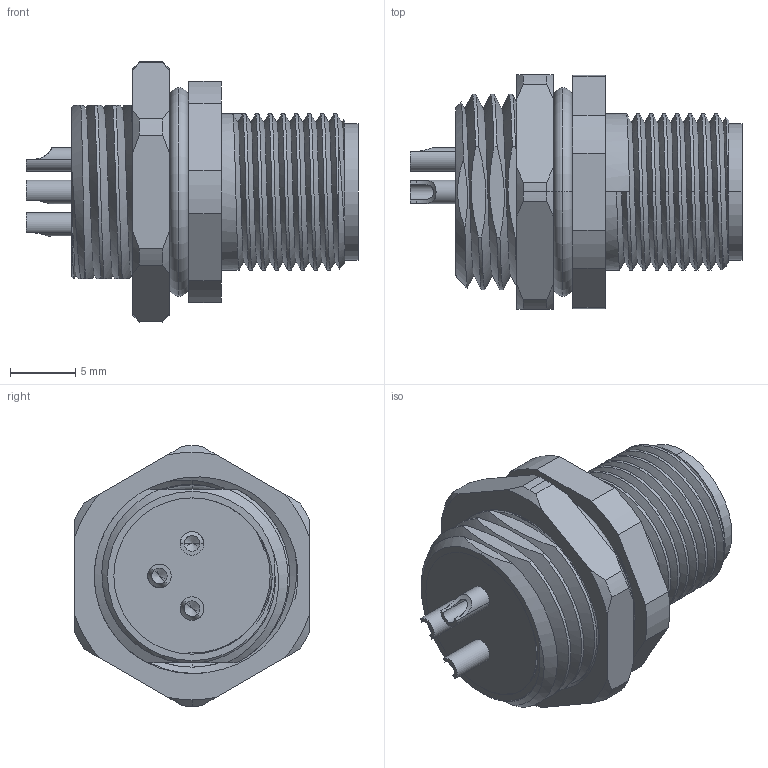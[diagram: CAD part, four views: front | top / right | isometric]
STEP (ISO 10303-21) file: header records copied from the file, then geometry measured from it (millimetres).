
FILE_DESCRIPTION (( 'STEP AP203' ), '1' );
FILE_NAME ('54-00449.STEP', '2025-03-14T00:41:19', ( '' ), ( '' ), 'SwSTEP 2.0', 'SolidWorks 2021', '' );
FILE_SCHEMA (( 'CONFIG_CONTROL_DESIGN' ));
Length unit declared in the file: millimetre
Products named in the file (7): 54-00449-01___; 54-00449-02; 54-00449; 54-00449-04___; 54-00449-03L___; 54-00449-05___; 54-00449-03___
Assembly tree (7 placements, depth 2):
  54-00449
    54-00449-01___
    54-00449-02
    54-00449-03___  x2
    54-00449-03L___
    54-00449-04___
    54-00449-05___
Bounding box: 25.5 x 18 x 20 mm (x, y, z)
Volume: 3000.1 mm3; surface area: 5707 mm2
Topology: 8 solids, 8 shells, 309 faces, 771 edges, 489 vertices
Faces by surface type: cylinder 144, plane 83, cone 44, torus 22, bspline 10, sphere 6
Entity records: 12782 total; most frequent: CARTESIAN_POINT 5619, ORIENTED_EDGE 1386, DIRECTION 1312, EDGE_CURVE 693, AXIS2_PLACEMENT_3D 526, VERTEX_POINT 449, EDGE_LOOP 314, FACE_OUTER_BOUND 277
